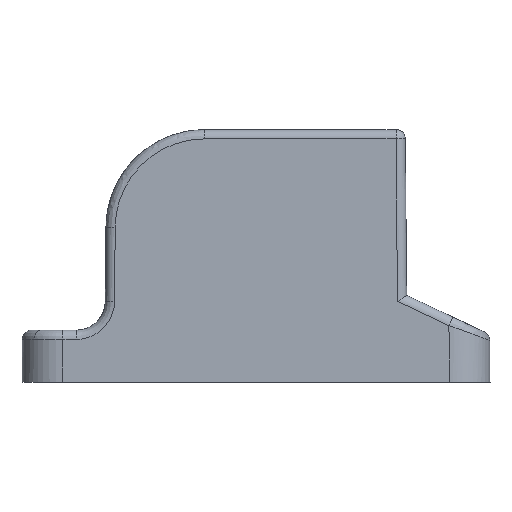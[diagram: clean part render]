
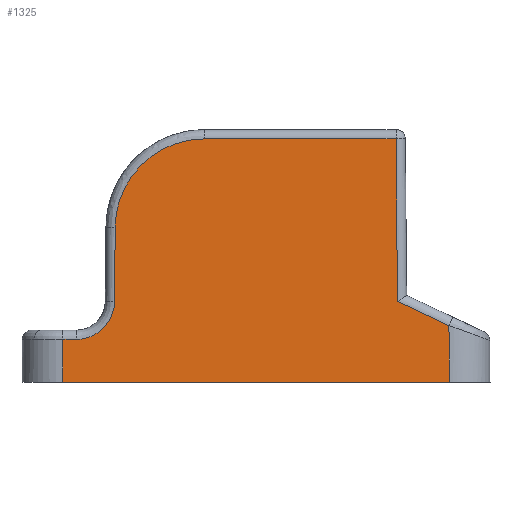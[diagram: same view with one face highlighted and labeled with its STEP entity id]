
A CAD part, front view. The second image highlights one B-rep face of the part: STEP entity #1325.
In plain terms, the highlighted planar face has unit normal (0, -1, 0.009).
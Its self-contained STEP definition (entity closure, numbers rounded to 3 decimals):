
#34 = EDGE_CURVE ( 'NONE', #2821, #370, #1375, .T. ) ;
#52 = LINE ( 'NONE', #4959, #3521 ) ;
#139 = VERTEX_POINT ( 'NONE', #536 ) ;
#195 = FACE_OUTER_BOUND ( 'NONE', #4217, .T. ) ;
#215 = CARTESIAN_POINT ( 'NONE',  ( -12.205, -13.129, 6.978 ) ) ;
#252 = DIRECTION ( 'NONE',  ( 0., -1., 0.009 ) ) ;
#370 = VERTEX_POINT ( 'NONE', #4945 ) ;
#438 = ORIENTED_EDGE ( 'NONE', *, *, #1165, .T. ) ;
#536 = CARTESIAN_POINT ( 'NONE',  ( 16.69, -13.19, 0. ) ) ;
#586 = LINE ( 'NONE', #3298, #607 ) ;
#592 = ORIENTED_EDGE ( 'NONE', *, *, #1975, .T. ) ;
#607 = VECTOR ( 'NONE', #4838, 1000. ) ;
#611 = LINE ( 'NONE', #1270, #1471 ) ;
#630 = PLANE ( 'NONE',  #3767 ) ;
#748 = ORIENTED_EDGE ( 'NONE', *, *, #4939, .T. ) ;
#907 = CARTESIAN_POINT ( 'NONE',  ( 12.076, -13.001, 21.731 ) ) ;
#940 = EDGE_CURVE ( 'NONE', #4717, #2487, #2528, .T. ) ;
#979 = CARTESIAN_POINT ( 'NONE',  ( -4.449, -13.007, 21.007 ) ) ;
#1007 = CARTESIAN_POINT ( 'NONE',  ( -12.149, -13.074, 13.374 ) ) ;
#1165 = EDGE_CURVE ( 'NONE', #3236, #4717, #4699, .T. ) ;
#1186 = VERTEX_POINT ( 'NONE', #4031 ) ;
#1222 = CARTESIAN_POINT ( 'NONE',  ( -12.205, -13.129, 6.978 ) ) ;
#1235 = CARTESIAN_POINT ( 'NONE',  ( 12.082, -13.007, 21.007 ) ) ;
#1270 = CARTESIAN_POINT ( 'NONE',  ( 16.5, -13., 21.769 ) ) ;
#1311 = CARTESIAN_POINT ( 'NONE',  ( 12.873, -13.132, 6.683 ) ) ;
#1325 = ADVANCED_FACE ( 'NONE', ( #195 ), #630, .T. ) ;
#1353 = EDGE_CURVE ( 'NONE', #3150, #4207, #52, .T. ) ;
#1375 =( BOUNDED_CURVE ( )  B_SPLINE_CURVE ( 3, ( #1222, #2344, #3869, #3171 ),
 .UNSPECIFIED., .F., .T. ) 
 B_SPLINE_CURVE_WITH_KNOTS ( ( 4, 4 ),
 ( 4.721, 6.283 ),
 .UNSPECIFIED. ) 
 CURVE ( )  GEOMETRIC_REPRESENTATION_ITEM ( )  RATIONAL_B_SPLINE_CURVE ( ( 1., 0.807, 0.807, 1. ) ) 
 REPRESENTATION_ITEM ( '' )  );
#1389 = DIRECTION ( 'NONE',  ( -0.009, -0.009, -1. ) ) ;
#1468 = ORIENTED_EDGE ( 'NONE', *, *, #4716, .T. ) ;
#1471 = VECTOR ( 'NONE', #4377, 1000. ) ;
#1506 = EDGE_CURVE ( 'NONE', #1186, #3304, #2218, .T. ) ;
#1557 = ORIENTED_EDGE ( 'NONE', *, *, #4156, .T. ) ;
#1570 = CARTESIAN_POINT ( 'NONE',  ( 20., -13.19, 0. ) ) ;
#1676 = DIRECTION ( 'NONE',  ( -0.009, 0.009, 1. ) ) ;
#1716 = VECTOR ( 'NONE', #2741, 1000. ) ;
#1863 = LINE ( 'NONE', #1570, #2787 ) ;
#1975 = EDGE_CURVE ( 'NONE', #139, #3236, #611, .T. ) ;
#2018 = ORIENTED_EDGE ( 'NONE', *, *, #940, .T. ) ;
#2120 = CARTESIAN_POINT ( 'NONE',  ( -12.11, -13.034, 17.853 ) ) ;
#2183 = CARTESIAN_POINT ( 'NONE',  ( 20., -13., 21.8 ) ) ;
#2218 =( BOUNDED_CURVE ( )  B_SPLINE_CURVE ( 3, ( #979, #4044, #2120, #1007 ),
 .UNSPECIFIED., .F., .T. ) 
 B_SPLINE_CURVE_WITH_KNOTS ( ( 4, 4 ),
 ( 3.142, 4.704 ),
 .UNSPECIFIED. ) 
 CURVE ( )  GEOMETRIC_REPRESENTATION_ITEM ( )  RATIONAL_B_SPLINE_CURVE ( ( 1., 0.807, 0.807, 1. ) ) 
 REPRESENTATION_ITEM ( '' )  );
#2344 = CARTESIAN_POINT ( 'NONE',  ( -12.221, -13.146, 5.059 ) ) ;
#2414 = CARTESIAN_POINT ( 'NONE',  ( 20., -13.158, 3.707 ) ) ;
#2439 = LINE ( 'NONE', #2414, #1716 ) ;
#2487 = VERTEX_POINT ( 'NONE', #1235 ) ;
#2528 = LINE ( 'NONE', #907, #4460 ) ;
#2741 = DIRECTION ( 'NONE',  ( -1., 0., 0. ) ) ;
#2787 = VECTOR ( 'NONE', #3099, 1000. ) ;
#2821 = VERTEX_POINT ( 'NONE', #215 ) ;
#2944 = CARTESIAN_POINT ( 'NONE',  ( 16.648, -13.147, 4.903 ) ) ;
#2951 = LINE ( 'NONE', #4018, #3277 ) ;
#3099 = DIRECTION ( 'NONE',  ( 1., 0., 0. ) ) ;
#3150 = VERTEX_POINT ( 'NONE', #4662 ) ;
#3171 = CARTESIAN_POINT ( 'NONE',  ( -15.504, -13.158, 3.707 ) ) ;
#3236 = VERTEX_POINT ( 'NONE', #2944 ) ;
#3242 = CARTESIAN_POINT ( 'NONE',  ( -16.69, -13.19, 0. ) ) ;
#3277 = VECTOR ( 'NONE', #1389, 1000. ) ;
#3294 = EDGE_CURVE ( 'NONE', #2487, #1186, #586, .T. ) ;
#3298 = CARTESIAN_POINT ( 'NONE',  ( -4.449, -13.007, 21.007 ) ) ;
#3304 = VERTEX_POINT ( 'NONE', #4867 ) ;
#3334 = DIRECTION ( 'NONE',  ( 0., -0.009, -1. ) ) ;
#3345 = ORIENTED_EDGE ( 'NONE', *, *, #1353, .T. ) ;
#3496 = CARTESIAN_POINT ( 'NONE',  ( 12.204, -13.129, 6.998 ) ) ;
#3521 = VECTOR ( 'NONE', #4984, 1000. ) ;
#3767 = AXIS2_PLACEMENT_3D ( 'NONE', #2183, #252, #3334 ) ;
#3826 = ORIENTED_EDGE ( 'NONE', *, *, #3294, .T. ) ;
#3869 = CARTESIAN_POINT ( 'NONE',  ( -13.585, -13.158, 3.707 ) ) ;
#4018 = CARTESIAN_POINT ( 'NONE',  ( -12.073, -12.998, 22.08 ) ) ;
#4031 = CARTESIAN_POINT ( 'NONE',  ( -4.449, -13.007, 21.007 ) ) ;
#4044 = CARTESIAN_POINT ( 'NONE',  ( -8.928, -13.007, 21.007 ) ) ;
#4053 = ORIENTED_EDGE ( 'NONE', *, *, #34, .T. ) ;
#4156 = EDGE_CURVE ( 'NONE', #370, #3150, #2439, .T. ) ;
#4207 = VERTEX_POINT ( 'NONE', #3242 ) ;
#4217 = EDGE_LOOP ( 'NONE', ( #4053, #1557, #3345, #1468, #592, #438, #2018, #3826, #4308, #748 ) ) ;
#4308 = ORIENTED_EDGE ( 'NONE', *, *, #1506, .T. ) ;
#4377 = DIRECTION ( 'NONE',  ( -0.009, 0.009, 1. ) ) ;
#4392 = DIRECTION ( 'NONE',  ( -0.905, 0.004, 0.426 ) ) ;
#4460 = VECTOR ( 'NONE', #1676, 1000. ) ;
#4662 = CARTESIAN_POINT ( 'NONE',  ( -16.658, -13.158, 3.707 ) ) ;
#4663 = VECTOR ( 'NONE', #4392, 1000. ) ;
#4699 = LINE ( 'NONE', #1311, #4663 ) ;
#4716 = EDGE_CURVE ( 'NONE', #4207, #139, #1863, .T. ) ;
#4717 = VERTEX_POINT ( 'NONE', #3496 ) ;
#4838 = DIRECTION ( 'NONE',  ( -1., 0., 0. ) ) ;
#4867 = CARTESIAN_POINT ( 'NONE',  ( -12.149, -13.074, 13.374 ) ) ;
#4939 = EDGE_CURVE ( 'NONE', #3304, #2821, #2951, .T. ) ;
#4945 = CARTESIAN_POINT ( 'NONE',  ( -15.504, -13.158, 3.707 ) ) ;
#4959 = CARTESIAN_POINT ( 'NONE',  ( -16.497, -12.997, 22.118 ) ) ;
#4984 = DIRECTION ( 'NONE',  ( -0.009, -0.009, -1. ) ) ;
